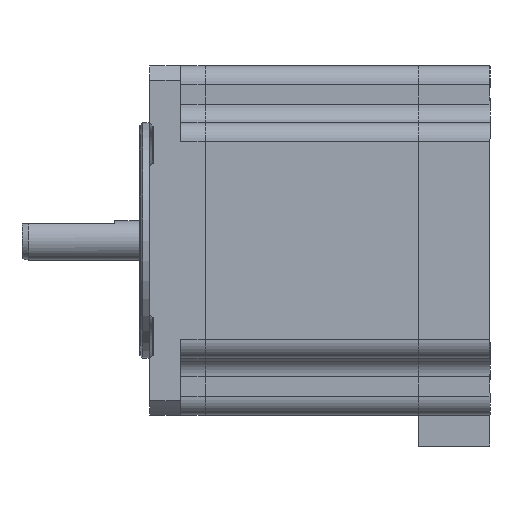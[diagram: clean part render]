
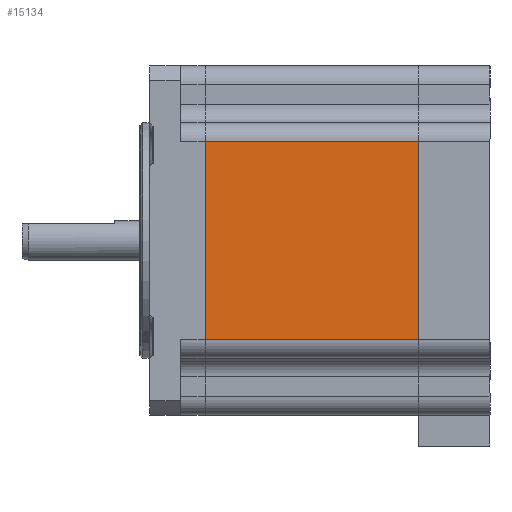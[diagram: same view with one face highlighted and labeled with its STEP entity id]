
A CAD part, left-side view. The second image highlights one B-rep face of the part: STEP entity #15134.
In plain terms, the highlighted planar face has unit normal (-1, 0, 0).
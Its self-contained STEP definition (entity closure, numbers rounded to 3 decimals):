
#4033=DIRECTION('',(0.,0.,-1.));
#4034=VECTOR('',#4033,32.);
#4035=CARTESIAN_POINT('',(-12.35,45.99,35.45));
#4036=LINE('',#4035,#4034);
#4066=DIRECTION('',(0.,-1.,0.));
#4067=VECTOR('',#4066,34.48);
#4068=CARTESIAN_POINT('',(-12.35,45.99,3.45));
#4069=LINE('',#4068,#4067);
#4278=DIRECTION('',(0.,1.,0.));
#4279=VECTOR('',#4278,34.48);
#4280=CARTESIAN_POINT('',(-12.35,11.51,35.45));
#4281=LINE('',#4280,#4279);
#4286=DIRECTION('',(0.,0.,-1.));
#4287=VECTOR('',#4286,32.);
#4288=CARTESIAN_POINT('',(-12.35,11.51,35.45));
#4289=LINE('',#4288,#4287);
#6213=CARTESIAN_POINT('',(-12.35,11.51,35.45));
#6214=CARTESIAN_POINT('',(-12.35,11.51,3.45));
#6215=VERTEX_POINT('',#6213);
#6216=VERTEX_POINT('',#6214);
#6217=CARTESIAN_POINT('',(-12.35,45.99,3.45));
#6218=VERTEX_POINT('',#6217);
#6219=CARTESIAN_POINT('',(-12.35,45.99,35.45));
#6220=VERTEX_POINT('',#6219);
#15123=CARTESIAN_POINT('',(-12.35,55.,-6.466));
#15124=DIRECTION('',(1.,0.,0.));
#15125=DIRECTION('',(0.,0.,-1.));
#15126=AXIS2_PLACEMENT_3D('',#15123,#15124,#15125);
#15127=PLANE('',#15126);
#15128=ORIENTED_EDGE('',*,*,#14822,.T.);
#15129=ORIENTED_EDGE('',*,*,#14795,.F.);
#15130=ORIENTED_EDGE('',*,*,#14742,.F.);
#15131=ORIENTED_EDGE('',*,*,#15116,.F.);
#15132=EDGE_LOOP('',(#15128,#15129,#15130,#15131));
#15133=FACE_OUTER_BOUND('',#15132,.F.);
#15134=ADVANCED_FACE('',(#15133),#15127,.F.);
#14742=EDGE_CURVE('',#6220,#6218,#4036,.T.);
#14795=EDGE_CURVE('',#6218,#6216,#4069,.T.);
#14822=EDGE_CURVE('',#6215,#6216,#4289,.T.);
#15116=EDGE_CURVE('',#6215,#6220,#4281,.T.);
